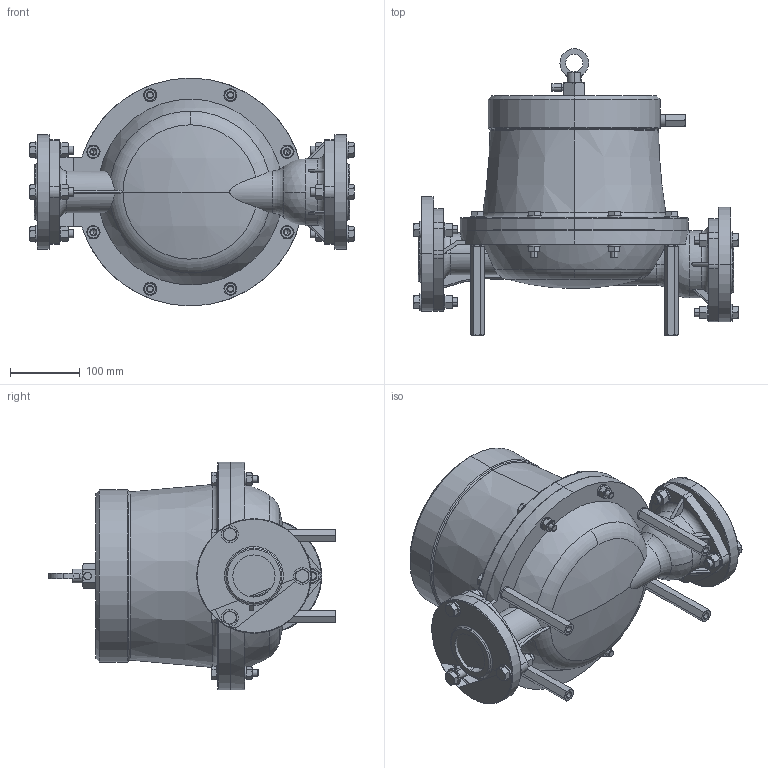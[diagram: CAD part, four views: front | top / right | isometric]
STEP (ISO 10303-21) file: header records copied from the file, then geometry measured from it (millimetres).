
FILE_DESCRIPTION (( 'STEP AP214' ), '1' );
FILE_NAME ('AD-50S_.STEP', '2009-03-31T06:38:45', ( ' ' ), ( ' ' ), 'SwSTEP 2.0', 'SolidWorks 2006303', '' );
FILE_SCHEMA (( 'AUTOMOTIVE_DESIGN' ));
Length unit declared in the file: millimetre
Products named in the file (1): AD-50S_
Bounding box: 464 x 409.8 x 326 mm (x, y, z)
Volume: 16183302.2 mm3; surface area: 627808.8 mm2
Topology: 2 solids, 14 shells, 1064 faces, 2446 edges, 1496 vertices
Faces by surface type: plane 421, cone 322, cylinder 279, torus 34, sphere 6, bspline 2
Entity records: 32268 total; most frequent: CARTESIAN_POINT 8442, DIRECTION 5078, ORIENTED_EDGE 4844, EDGE_CURVE 2422, AXIS2_PLACEMENT_3D 2094, VERTEX_POINT 1496, EDGE_LOOP 1206, ADVANCED_FACE 1064
